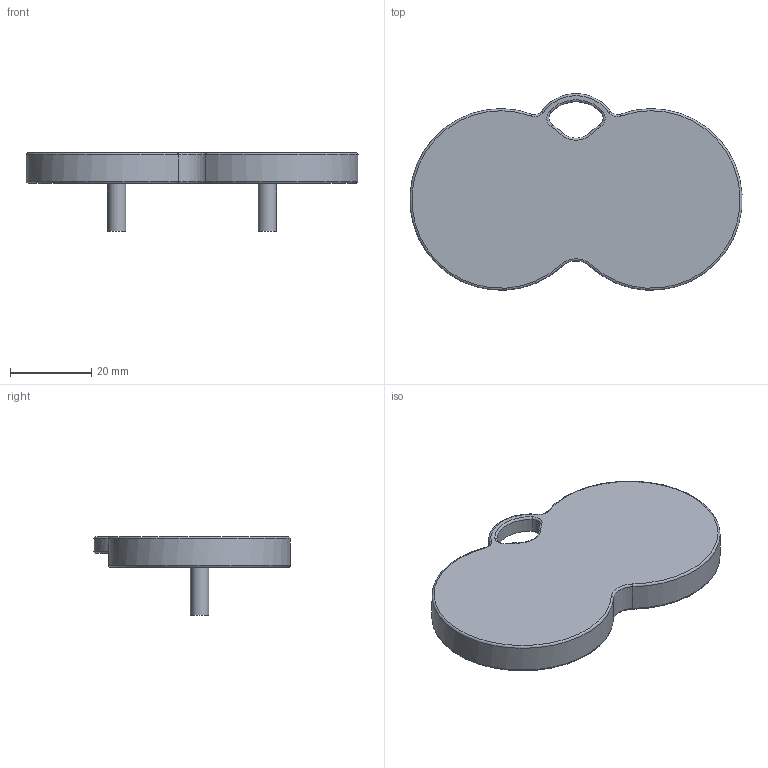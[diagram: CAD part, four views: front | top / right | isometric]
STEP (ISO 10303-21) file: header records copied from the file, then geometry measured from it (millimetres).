
FILE_DESCRIPTION( ( '' ), ' ' );
FILE_NAME( '5d1d44d92671c21673321e77.step', '2019-07-04T00:14:17', ( '' ), ( '' ), ' ', ' ', ' ' );
FILE_SCHEMA( ( 'AUTOMOTIVE_DESIGN { 1 0 10303 214 1 1 1 1 }' ) );
Length unit declared in the file: metre
Products named in the file (1): Roll Cap
Bounding box: 81.52 x 48.22 x 19.2 mm (x, y, z)
Volume: 6311.2 mm3; surface area: 9893 mm2
Topology: 1 solids, 1 shells, 57 faces, 133 edges, 80 vertices
Faces by surface type: cylinder 24, torus 21, plane 8, bspline 4
Full cylindrical faces by diameter (mm): 4.5 x2
Entity records: 2590 total; most frequent: CARTESIAN_POINT 809, DIRECTION 314, ORIENTED_EDGE 250, AXIS2_PLACEMENT_3D 145, EDGE_CURVE 125, CIRCLE 91, VERTEX_POINT 78, EDGE_LOOP 67
